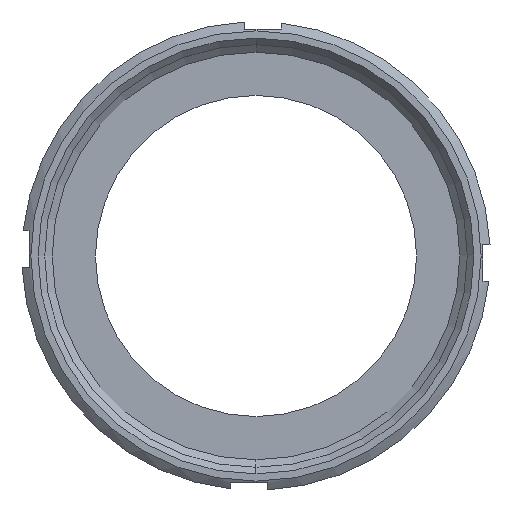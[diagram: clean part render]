
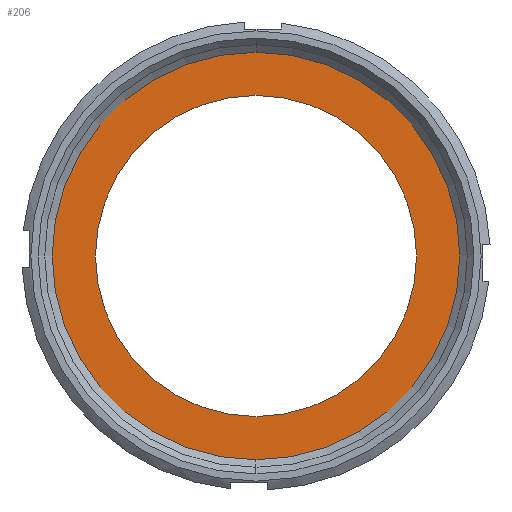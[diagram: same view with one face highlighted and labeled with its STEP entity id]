
A CAD part, left-side view. The second image highlights one B-rep face of the part: STEP entity #206.
In plain terms, the highlighted planar face has unit normal (-1, 0, 0).
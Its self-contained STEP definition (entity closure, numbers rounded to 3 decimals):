
#19 = DIRECTION ( 'NONE',  ( 0., 0., 1. ) ) ;
#62 = ORIENTED_EDGE ( 'NONE', *, *, #452, .F. ) ;
#81 = AXIS2_PLACEMENT_3D ( 'NONE', #1057, #120, #280 ) ;
#105 = CARTESIAN_POINT ( 'NONE',  ( 15.371, 0., 0. ) ) ;
#115 = DIRECTION ( 'NONE',  ( 1., 0., 0. ) ) ;
#120 = DIRECTION ( 'NONE',  ( -1., 0., 0. ) ) ;
#141 = ORIENTED_EDGE ( 'NONE', *, *, #802, .F. ) ;
#142 = CIRCLE ( 'NONE', #762, 35. ) ;
#206 = ADVANCED_FACE ( 'NONE', ( #877, #462 ), #886, .F. ) ;
#248 = DIRECTION ( 'NONE',  ( 0., 0., 1. ) ) ;
#264 = DIRECTION ( 'NONE',  ( -1., 0., 0. ) ) ;
#269 = DIRECTION ( 'NONE',  ( 0., 0., 1. ) ) ;
#280 = DIRECTION ( 'NONE',  ( 0., 0., 1. ) ) ;
#323 = AXIS2_PLACEMENT_3D ( 'NONE', #643, #115, #795 ) ;
#324 = EDGE_CURVE ( 'NONE', #890, #607, #1093, .T. ) ;
#452 = EDGE_CURVE ( 'NONE', #982, #801, #142, .T. ) ;
#462 = FACE_OUTER_BOUND ( 'NONE', #616, .T. ) ;
#503 = CARTESIAN_POINT ( 'NONE',  ( 15.371, 0., -44.428 ) ) ;
#518 = CARTESIAN_POINT ( 'NONE',  ( 15.371, 0., 0. ) ) ;
#530 = CARTESIAN_POINT ( 'NONE',  ( 15.371, 0., 35. ) ) ;
#598 = CIRCLE ( 'NONE', #794, 35. ) ;
#602 = AXIS2_PLACEMENT_3D ( 'NONE', #518, #843, #248 ) ;
#607 = VERTEX_POINT ( 'NONE', #958 ) ;
#610 = EDGE_LOOP ( 'NONE', ( #62, #141 ) ) ;
#616 = EDGE_LOOP ( 'NONE', ( #628, #676 ) ) ;
#628 = ORIENTED_EDGE ( 'NONE', *, *, #1050, .T. ) ;
#643 = CARTESIAN_POINT ( 'NONE',  ( 15.371, 44.428, 0. ) ) ;
#672 = CARTESIAN_POINT ( 'NONE',  ( 15.371, 0., 0. ) ) ;
#676 = ORIENTED_EDGE ( 'NONE', *, *, #324, .T. ) ;
#762 = AXIS2_PLACEMENT_3D ( 'NONE', #105, #1026, #19 ) ;
#775 = CIRCLE ( 'NONE', #81, 44.428 ) ;
#794 = AXIS2_PLACEMENT_3D ( 'NONE', #672, #264, #269 ) ;
#795 = DIRECTION ( 'NONE',  ( 0., 0., -1. ) ) ;
#801 = VERTEX_POINT ( 'NONE', #844 ) ;
#802 = EDGE_CURVE ( 'NONE', #801, #982, #598, .T. ) ;
#843 = DIRECTION ( 'NONE',  ( -1., 0., 0. ) ) ;
#844 = CARTESIAN_POINT ( 'NONE',  ( 15.371, 0., -35. ) ) ;
#877 = FACE_BOUND ( 'NONE', #610, .T. ) ;
#886 = PLANE ( 'NONE',  #323 ) ;
#890 = VERTEX_POINT ( 'NONE', #503 ) ;
#958 = CARTESIAN_POINT ( 'NONE',  ( 15.371, 0., 44.428 ) ) ;
#982 = VERTEX_POINT ( 'NONE', #530 ) ;
#1026 = DIRECTION ( 'NONE',  ( -1., 0., 0. ) ) ;
#1050 = EDGE_CURVE ( 'NONE', #607, #890, #775, .T. ) ;
#1057 = CARTESIAN_POINT ( 'NONE',  ( 15.371, 0., 0. ) ) ;
#1093 = CIRCLE ( 'NONE', #602, 44.428 ) ;
